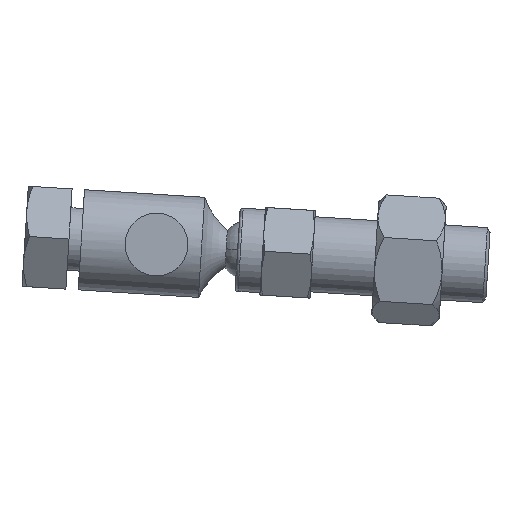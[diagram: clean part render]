
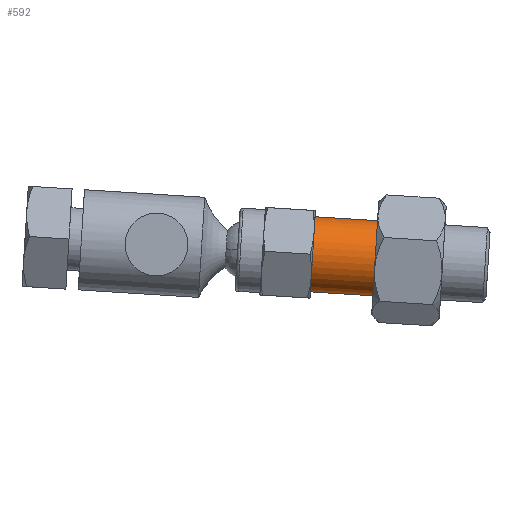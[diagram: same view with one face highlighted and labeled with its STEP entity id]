
A CAD part, left-side view. The second image highlights one B-rep face of the part: STEP entity #592.
In plain terms, the highlighted cylindrical face has radius 4.763 mm (diameter 9.525 mm), a partial arc.
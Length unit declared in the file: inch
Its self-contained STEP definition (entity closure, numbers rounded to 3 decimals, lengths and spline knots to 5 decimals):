
#199 = DIRECTION ( 'NONE',  ( 0., 0.063, -0.998 ) ) ;
#330 = CARTESIAN_POINT ( 'NONE',  ( -7.9375, -1.65175, -0.10369 ) ) ;
#356 = CIRCLE ( 'NONE', #3692, 0.1875 ) ;
#542 = DIRECTION ( 'NONE',  ( 0., 0.063, -0.998 ) ) ;
#592 = ADVANCED_FACE ( 'NONE', ( #3251 ), #4700, .T. ) ;
#888 = CIRCLE ( 'NONE', #3889, 0.1875 ) ;
#931 = CARTESIAN_POINT ( 'NONE',  ( -7.9375, -1.08985, -0.06842 ) ) ;
#971 = CARTESIAN_POINT ( 'NONE',  ( -7.9375, -0.76672, -0.236 ) ) ;
#986 = CARTESIAN_POINT ( 'NONE',  ( -7.9375, -1.6635, 0.08344 ) ) ;
#1162 = EDGE_CURVE ( 'NONE', #1953, #4765, #888, .T. ) ;
#1193 = ORIENTED_EDGE ( 'NONE', *, *, #4823, .F. ) ;
#1498 = ORIENTED_EDGE ( 'NONE', *, *, #1751, .T. ) ;
#1600 = DIRECTION ( 'NONE',  ( 0., -0.998, -0.063 ) ) ;
#1751 = EDGE_CURVE ( 'NONE', #2430, #3229, #356, .T. ) ;
#1953 = VERTEX_POINT ( 'NONE', #3744 ) ;
#1973 = CARTESIAN_POINT ( 'NONE',  ( -7.9375, -1.64, -0.29082 ) ) ;
#1978 = ORIENTED_EDGE ( 'NONE', *, *, #1162, .F. ) ;
#2302 = VECTOR ( 'NONE', #3279, 39.37008 ) ;
#2350 = VECTOR ( 'NONE', #1600, 39.37008 ) ;
#2430 = VERTEX_POINT ( 'NONE', #2951 ) ;
#2543 = EDGE_LOOP ( 'NONE', ( #1193, #1498, #4753, #1978 ) ) ;
#2644 = DIRECTION ( 'NONE',  ( 0., -0.998, -0.063 ) ) ;
#2951 = CARTESIAN_POINT ( 'NONE',  ( -7.9375, -0.79022, 0.13826 ) ) ;
#2996 = DIRECTION ( 'NONE',  ( 0., 0.063, -0.998 ) ) ;
#3217 = DIRECTION ( 'NONE',  ( 0., -0.998, -0.063 ) ) ;
#3229 = VERTEX_POINT ( 'NONE', #971 ) ;
#3251 = FACE_OUTER_BOUND ( 'NONE', #2543, .T. ) ;
#3279 = DIRECTION ( 'NONE',  ( 0., -0.998, -0.063 ) ) ;
#3308 = AXIS2_PLACEMENT_3D ( 'NONE', #330, #2644, #2996 ) ;
#3562 = CARTESIAN_POINT ( 'NONE',  ( -7.9375, -1.07811, -0.25555 ) ) ;
#3692 = AXIS2_PLACEMENT_3D ( 'NONE', #4791, #4478, #199 ) ;
#3744 = CARTESIAN_POINT ( 'NONE',  ( -7.9375, -1.1016, 0.11871 ) ) ;
#3889 = AXIS2_PLACEMENT_3D ( 'NONE', #931, #3217, #542 ) ;
#4010 = LINE ( 'NONE', #1973, #2350 ) ;
#4139 = EDGE_CURVE ( 'NONE', #3229, #4765, #4010, .T. ) ;
#4334 = LINE ( 'NONE', #986, #2302 ) ;
#4478 = DIRECTION ( 'NONE',  ( 0., -0.998, -0.063 ) ) ;
#4700 = CYLINDRICAL_SURFACE ( 'NONE', #3308, 0.1875 ) ;
#4753 = ORIENTED_EDGE ( 'NONE', *, *, #4139, .T. ) ;
#4765 = VERTEX_POINT ( 'NONE', #3562 ) ;
#4791 = CARTESIAN_POINT ( 'NONE',  ( -7.9375, -0.77847, -0.04887 ) ) ;
#4823 = EDGE_CURVE ( 'NONE', #2430, #1953, #4334, .T. ) ;
